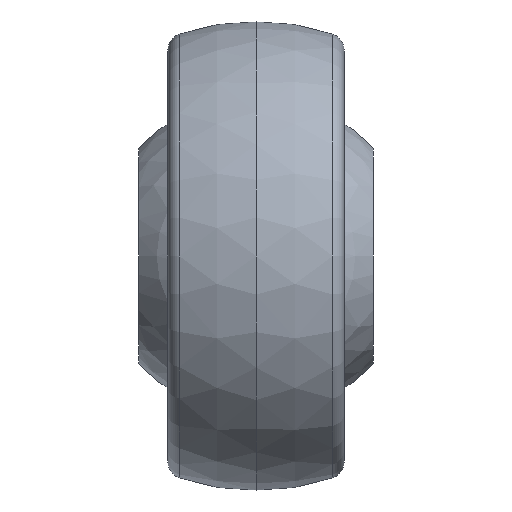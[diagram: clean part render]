
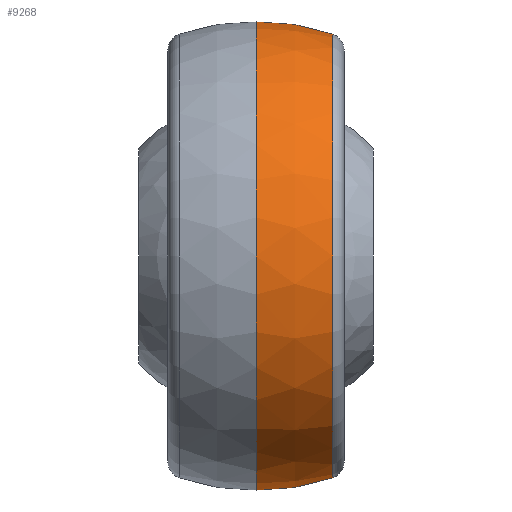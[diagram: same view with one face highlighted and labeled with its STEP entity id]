
A CAD part, left-side view. The second image highlights one B-rep face of the part: STEP entity #9268.
In plain terms, the highlighted spherical face has radius 14 mm.
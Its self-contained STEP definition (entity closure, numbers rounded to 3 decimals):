
#686 = AXIS2_PLACEMENT_3D ( 'NONE', #13904, #29197, #5871 ) ;
#1106 = DIRECTION ( 'NONE',  ( 0., 0., 1. ) ) ;
#1429 = CARTESIAN_POINT ( 'NONE',  ( 7.628, -4.577, 10.81 ) ) ;
#2771 = CIRCLE ( 'NONE', #686, 14. ) ;
#5599 = CIRCLE ( 'NONE', #45227, 13.231 ) ;
#5871 = DIRECTION ( 'NONE',  ( 0., 0., -1. ) ) ;
#6217 = ORIENTED_EDGE ( 'NONE', *, *, #38054, .T. ) ;
#6474 = ORIENTED_EDGE ( 'NONE', *, *, #30012, .F. ) ;
#6850 = EDGE_LOOP ( 'NONE', ( #6474, #22642, #17688, #28905, #40951, #6217, #26241 ) ) ;
#7269 = CIRCLE ( 'NONE', #43711, 13.231 ) ;
#7312 = EDGE_CURVE ( 'NONE', #28469, #17808, #22374, .T. ) ;
#9268 = ADVANCED_FACE ( 'NONE', ( #34653 ), #10707, .T. ) ;
#10011 = CARTESIAN_POINT ( 'NONE',  ( 0., -4.577, 13.231 ) ) ;
#10707 = SPHERICAL_SURFACE ( 'NONE', #47425, 14. ) ;
#11360 = DIRECTION ( 'NONE',  ( 0., 0., 1. ) ) ;
#11918 = DIRECTION ( 'NONE',  ( 0., 1., 0. ) ) ;
#12426 = VERTEX_POINT ( 'NONE', #16347 ) ;
#12471 = DIRECTION ( 'NONE',  ( 0., 0., -1. ) ) ;
#12632 = CARTESIAN_POINT ( 'NONE',  ( 7.628, 0., 0. ) ) ;
#13904 = CARTESIAN_POINT ( 'NONE',  ( 0., 0., 0. ) ) ;
#16347 = CARTESIAN_POINT ( 'NONE',  ( -14., 0., 0. ) ) ;
#17216 = EDGE_CURVE ( 'NONE', #27672, #24956, #45174, .T. ) ;
#17688 = ORIENTED_EDGE ( 'NONE', *, *, #7312, .F. ) ;
#17808 = VERTEX_POINT ( 'NONE', #32349 ) ;
#21738 = EDGE_CURVE ( 'NONE', #12426, #17808, #2771, .T. ) ;
#22182 = DIRECTION ( 'NONE',  ( 0., 0., 1. ) ) ;
#22374 = CIRCLE ( 'NONE', #24593, 11.739 ) ;
#22521 = DIRECTION ( 'NONE',  ( 0., 1., 0. ) ) ;
#22642 = ORIENTED_EDGE ( 'NONE', *, *, #21738, .T. ) ;
#23333 = CIRCLE ( 'NONE', #27957, 14. ) ;
#23556 = AXIS2_PLACEMENT_3D ( 'NONE', #34276, #30806, #26680 ) ;
#24240 = CARTESIAN_POINT ( 'NONE',  ( 0., -4.577, 0. ) ) ;
#24375 = CARTESIAN_POINT ( 'NONE',  ( 7.628, 0., 11.739 ) ) ;
#24593 = AXIS2_PLACEMENT_3D ( 'NONE', #12632, #35844, #12471 ) ;
#24956 = VERTEX_POINT ( 'NONE', #1429 ) ;
#26241 = ORIENTED_EDGE ( 'NONE', *, *, #17216, .F. ) ;
#26680 = DIRECTION ( 'NONE',  ( 0., 0., -1. ) ) ;
#26865 = DIRECTION ( 'NONE',  ( 0., 0., 1. ) ) ;
#27068 = CARTESIAN_POINT ( 'NONE',  ( 0., -4.577, -13.231 ) ) ;
#27672 = VERTEX_POINT ( 'NONE', #24375 ) ;
#27957 = AXIS2_PLACEMENT_3D ( 'NONE', #46588, #30763, #11360 ) ;
#28469 = VERTEX_POINT ( 'NONE', #33371 ) ;
#28905 = ORIENTED_EDGE ( 'NONE', *, *, #48795, .T. ) ;
#29197 = DIRECTION ( 'NONE',  ( 0., -1., 0. ) ) ;
#30012 = EDGE_CURVE ( 'NONE', #12426, #27672, #23333, .T. ) ;
#30763 = DIRECTION ( 'NONE',  ( 0., 1., 0. ) ) ;
#30806 = DIRECTION ( 'NONE',  ( 1., 0., 0. ) ) ;
#32349 = CARTESIAN_POINT ( 'NONE',  ( 7.628, 0., -11.739 ) ) ;
#33371 = CARTESIAN_POINT ( 'NONE',  ( 7.628, -4.577, -10.81 ) ) ;
#33866 = AXIS2_PLACEMENT_3D ( 'NONE', #47475, #11918, #35936 ) ;
#34276 = CARTESIAN_POINT ( 'NONE',  ( 7.628, 0., 0. ) ) ;
#34653 = FACE_OUTER_BOUND ( 'NONE', #6850, .T. ) ;
#35844 = DIRECTION ( 'NONE',  ( 1., 0., 0. ) ) ;
#35936 = DIRECTION ( 'NONE',  ( 0., 0., 1. ) ) ;
#38054 = EDGE_CURVE ( 'NONE', #44160, #24956, #5599, .T. ) ;
#40951 = ORIENTED_EDGE ( 'NONE', *, *, #44211, .T. ) ;
#42699 = DIRECTION ( 'NONE',  ( 0., -1., 0. ) ) ;
#43711 = AXIS2_PLACEMENT_3D ( 'NONE', #45738, #22521, #22182 ) ;
#44160 = VERTEX_POINT ( 'NONE', #10011 ) ;
#44211 = EDGE_CURVE ( 'NONE', #47755, #44160, #7269, .T. ) ;
#44510 = DIRECTION ( 'NONE',  ( 0., 1., 0. ) ) ;
#45174 = CIRCLE ( 'NONE', #23556, 11.739 ) ;
#45227 = AXIS2_PLACEMENT_3D ( 'NONE', #24240, #44510, #1106 ) ;
#45738 = CARTESIAN_POINT ( 'NONE',  ( 0., -4.577, 0. ) ) ;
#46588 = CARTESIAN_POINT ( 'NONE',  ( 0., 0., 0. ) ) ;
#47000 = CARTESIAN_POINT ( 'NONE',  ( 0., 0., 0. ) ) ;
#47088 = CIRCLE ( 'NONE', #33866, 13.231 ) ;
#47425 = AXIS2_PLACEMENT_3D ( 'NONE', #47000, #42699, #26865 ) ;
#47475 = CARTESIAN_POINT ( 'NONE',  ( 0., -4.577, 0. ) ) ;
#47755 = VERTEX_POINT ( 'NONE', #27068 ) ;
#48795 = EDGE_CURVE ( 'NONE', #28469, #47755, #47088, .T. ) ;
